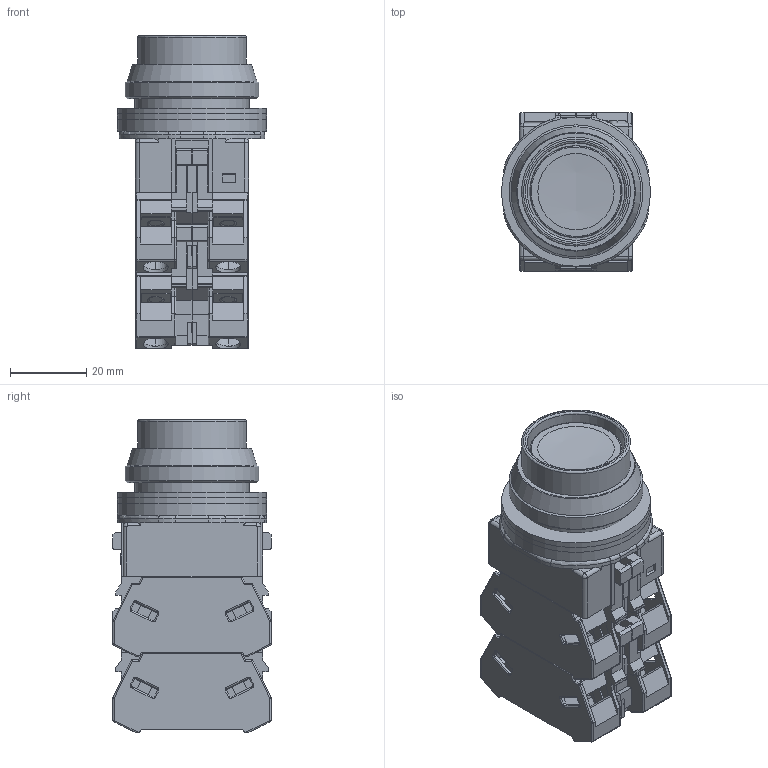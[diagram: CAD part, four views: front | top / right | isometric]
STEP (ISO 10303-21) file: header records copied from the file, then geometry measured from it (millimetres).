
FILE_DESCRIPTION (( 'STEP AP214' ), '1' );
FILE_NAME ('A[B][O]N2Fxx$.STEP', '2021-01-12T05:40:39', ( '' ), ( '' ), 'SwSTEP 2.0', 'SolidWorks 2019', '' );
FILE_SCHEMA (( 'AUTOMOTIVE_DESIGN' ));
Length unit declared in the file: millimetre
Products named in the file (6): OW-12; HW-Uxx(R); OW-11; A[B][O]N2Fxx$; A[B][O]N2_BODY; ABN2F
Assembly tree (9 placements, depth 2):
  A[B][O]N2Fxx$
    A[B][O]N2_BODY
    OW-12
    OW-11  x2
    ABN2F
    HW-Uxx(R)  x4
Bounding box: 39 x 41.4 x 81.9 mm (x, y, z)
Volume: 75521.5 mm3; surface area: 34708.7 mm2
Topology: 10 solids, 10 shells, 1179 faces, 3204 edges, 2052 vertices
Faces by surface type: plane 738, cylinder 291, bspline 121, torus 12, cone 12, sphere 5
Full cylindrical faces by diameter (mm): 3.5 x8, 25.5 x1, 28.5 x1, 29.5 x3, 30 x2, 35 x1, 39 x3
Entity records: 14221 total; most frequent: CARTESIAN_POINT 3986, ORIENTED_EDGE 2128, DIRECTION 1957, EDGE_CURVE 1064, VECTOR 765, LINE 765, VERTEX_POINT 701, AXIS2_PLACEMENT_3D 596
